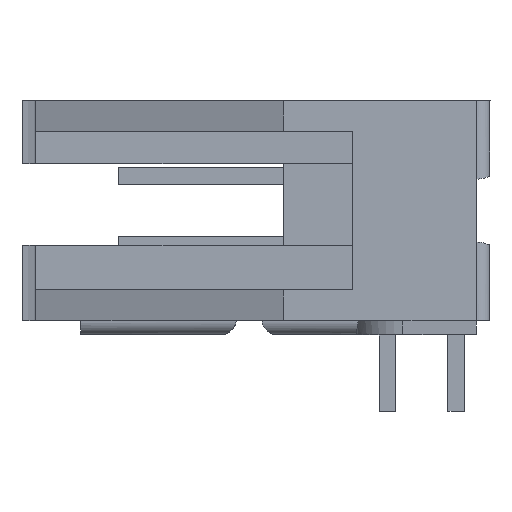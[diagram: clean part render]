
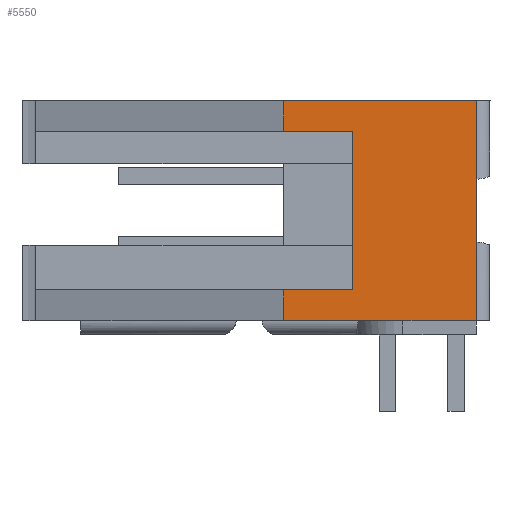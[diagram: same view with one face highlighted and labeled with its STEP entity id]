
A CAD part, left-side view. The second image highlights one B-rep face of the part: STEP entity #5550.
In plain terms, the highlighted planar face has unit normal (-1, 0, 0).
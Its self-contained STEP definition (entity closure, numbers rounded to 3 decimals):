
#324=FACE_OUTER_BOUND($,#661,.T.);
#661=EDGE_LOOP($,(#4319,#4320,#4321,#4322,#4323,#4324,#4325,#4326));
#1167=LINE($,#8484,#1880);
#1196=LINE($,#8692,#1909);
#1198=LINE($,#8696,#1911);
#1199=LINE($,#8698,#1912);
#1200=LINE($,#8700,#1913);
#1201=LINE($,#8702,#1914);
#1202=LINE($,#8704,#1915);
#1203=LINE($,#8705,#1916);
#1880=VECTOR($,#6836,7.112);
#1909=VECTOR($,#6933,8.128);
#1911=VECTOR($,#6937,1.143);
#1912=VECTOR($,#6938,2.54);
#1913=VECTOR($,#6939,5.842);
#1914=VECTOR($,#6940,2.54);
#1915=VECTOR($,#6941,1.143);
#1916=VECTOR($,#6942,7.112);
#2510=VERTEX_POINT($,#8481);
#2511=VERTEX_POINT($,#8483);
#2545=VERTEX_POINT($,#8691);
#2546=VERTEX_POINT($,#8695);
#2547=VERTEX_POINT($,#8697);
#2548=VERTEX_POINT($,#8699);
#2549=VERTEX_POINT($,#8701);
#2550=VERTEX_POINT($,#8703);
#3145=EDGE_CURVE($,#2511,#2510,#1167,.T.);
#3197=EDGE_CURVE($,#2545,#2511,#1196,.T.);
#3199=EDGE_CURVE($,#2510,#2546,#1198,.T.);
#3200=EDGE_CURVE($,#2546,#2547,#1199,.T.);
#3201=EDGE_CURVE($,#2547,#2548,#1200,.T.);
#3202=EDGE_CURVE($,#2548,#2549,#1201,.T.);
#3203=EDGE_CURVE($,#2550,#2549,#1202,.T.);
#3204=EDGE_CURVE($,#2545,#2550,#1203,.T.);
#4319=ORIENTED_EDGE($,*,*,#3199,.T.);
#4320=ORIENTED_EDGE($,*,*,#3200,.T.);
#4321=ORIENTED_EDGE($,*,*,#3201,.T.);
#4322=ORIENTED_EDGE($,*,*,#3202,.T.);
#4323=ORIENTED_EDGE($,*,*,#3203,.F.);
#4324=ORIENTED_EDGE($,*,*,#3204,.F.);
#4325=ORIENTED_EDGE($,*,*,#3197,.T.);
#4326=ORIENTED_EDGE($,*,*,#3145,.T.);
#5233=PLANE($,#5975);
#5550=ADVANCED_FACE($,(#324),#5233,.T.);
#5975=AXIS2_PLACEMENT_3D($,#8694,#6935,#6936);
#6836=DIRECTION($,(0.,1.,0.));
#6933=DIRECTION($,(0.,0.,1.));
#6935=DIRECTION('center_axis',(-1.,0.,0.));
#6936=DIRECTION('ref_axis',(0.,0.,1.));
#6937=DIRECTION($,(0.,0.,-1.));
#6938=DIRECTION($,(0.,-1.,0.));
#6939=DIRECTION($,(0.,0.,-1.));
#6940=DIRECTION($,(0.,1.,0.));
#6941=DIRECTION($,(0.,0.,1.));
#6942=DIRECTION($,(0.,1.,0.));
#8481=CARTESIAN_POINT('',(-18.542,5.105,8.636));
#8483=CARTESIAN_POINT('',(-18.542,-2.007,8.636));
#8484=CARTESIAN_POINT($,(-18.542,-2.007,8.636));
#8691=CARTESIAN_POINT('',(-18.542,-2.007,0.508));
#8692=CARTESIAN_POINT($,(-18.542,-2.007,0.508));
#8694=CARTESIAN_POINT('Origin',(-18.542,-2.362,0.102));
#8695=CARTESIAN_POINT('',(-18.542,5.105,7.493));
#8696=CARTESIAN_POINT($,(-18.542,5.105,8.636));
#8697=CARTESIAN_POINT('',(-18.542,2.565,7.493));
#8698=CARTESIAN_POINT($,(-18.542,5.105,7.493));
#8699=CARTESIAN_POINT('',(-18.542,2.565,1.651));
#8700=CARTESIAN_POINT($,(-18.542,2.565,7.493));
#8701=CARTESIAN_POINT('',(-18.542,5.105,1.651));
#8702=CARTESIAN_POINT($,(-18.542,2.565,1.651));
#8703=CARTESIAN_POINT('',(-18.542,5.105,0.508));
#8704=CARTESIAN_POINT($,(-18.542,5.105,0.508));
#8705=CARTESIAN_POINT($,(-18.542,-2.007,0.508));
